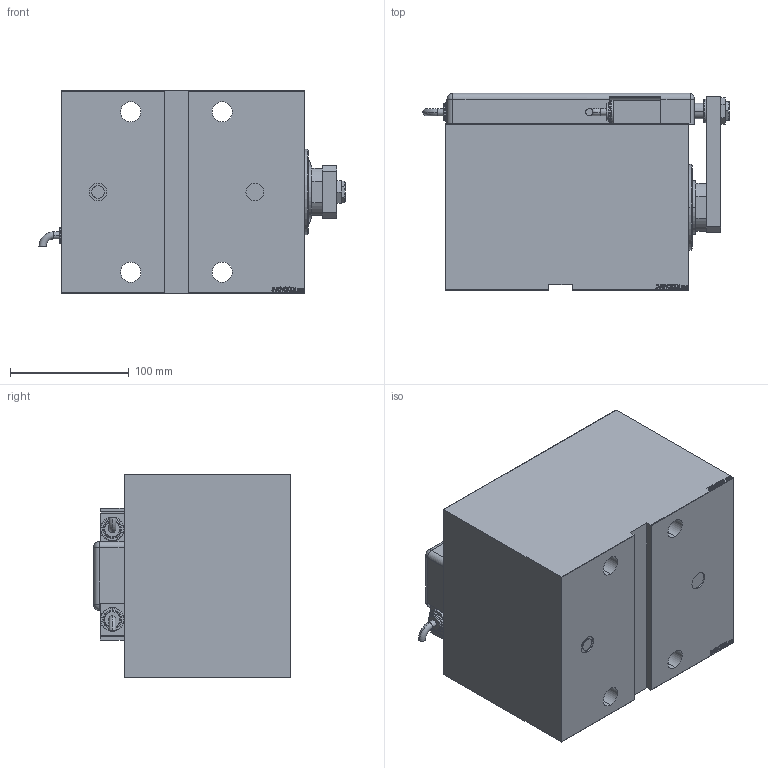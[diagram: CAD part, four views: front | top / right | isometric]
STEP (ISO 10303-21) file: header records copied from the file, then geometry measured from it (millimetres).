
FILE_DESCRIPTION (( 'STEP AP203' ), '1' );
FILE_NAME ('d093.STEP', '2024-02-12T05:27:30', ( '' ), ( '' ), 'SwSTEP 2.0', 'SolidWorks 2019', '' );
FILE_SCHEMA (( 'CONFIG_CONTROL_DESIGN' ));
Length unit declared in the file: millimetre
Products named in the file (13): SWITCH Q d6003efc5aedaea34f57bc6c4dec9409; V450CM_E_VCP d6003efc5aedaea34f57bc6c4dec9409; KRYT d6003efc5aedaea34f57bc6c4dec9409; ZARAZKA_Q d6003efc5aedaea34f57bc6c4dec9409; SWITCH DIM A_G d6003efc5aedaea34f57bc6c4dec9409; V450CM_VC_B d6003efc5aedaea34f57bc6c4dec9409; NUT_D13 d6003efc5aedaea34f57bc6c4dec9409; TYC d6003efc5aedaea34f57bc6c4dec9409; d093; V450CM_E_Body d6003efc5aedaea34f57bc6c4dec9409; SWITCH_Q_FRONT_BACK d6003efc5aedaea34f57bc6c4dec9409; NUT_D19 d6003efc5aedaea34f57bc6c4dec9409; MAGNETIC SWITCH Q d6003efc5aedaea34f57bc6c4dec9409
Assembly tree (13 placements, depth 3):
  d093
    V450CM_E_Body d6003efc5aedaea34f57bc6c4dec9409
    V450CM_E_VCP d6003efc5aedaea34f57bc6c4dec9409
    V450CM_VC_B d6003efc5aedaea34f57bc6c4dec9409
    MAGNETIC SWITCH Q d6003efc5aedaea34f57bc6c4dec9409
      SWITCH_Q_FRONT_BACK d6003efc5aedaea34f57bc6c4dec9409
      TYC d6003efc5aedaea34f57bc6c4dec9409
      ZARAZKA_Q d6003efc5aedaea34f57bc6c4dec9409
      SWITCH DIM A_G d6003efc5aedaea34f57bc6c4dec9409
      NUT_D19 d6003efc5aedaea34f57bc6c4dec9409
      NUT_D13 d6003efc5aedaea34f57bc6c4dec9409
      KRYT d6003efc5aedaea34f57bc6c4dec9409
      SWITCH Q d6003efc5aedaea34f57bc6c4dec9409  x2
Bounding box: 257.66 x 165.8 x 170 mm (x, y, z)
Volume: 4311276.9 mm3; surface area: 442835.8 mm2
Topology: 13 solids, 13 shells, 1233 faces, 3136 edges, 2071 vertices
Faces by surface type: plane 615, bspline 471, cylinder 101, cone 22, torus 22, sphere 2
Entity records: 58675 total; most frequent: CARTESIAN_POINT 31386, ORIENTED_EDGE 6076, DIRECTION 3798, EDGE_CURVE 3038, VERTEX_POINT 2011, LINE 1828, VECTOR 1828, EDGE_LOOP 1359
